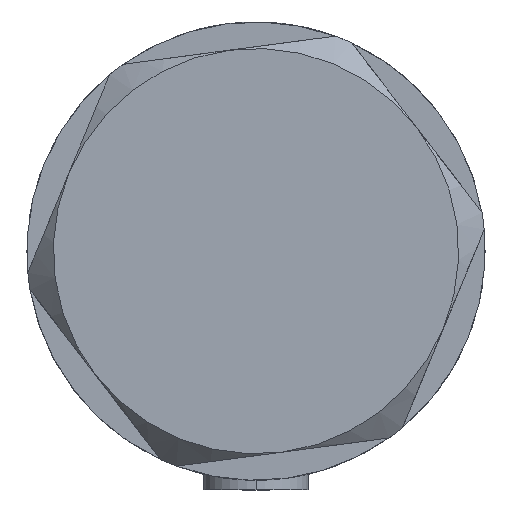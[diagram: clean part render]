
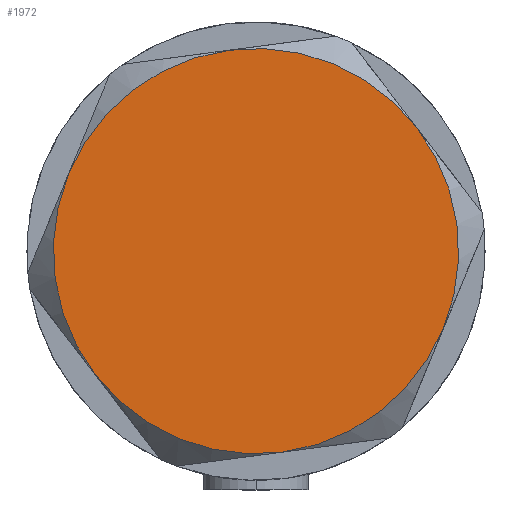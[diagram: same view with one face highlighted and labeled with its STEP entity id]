
A CAD part, left-side view. The second image highlights one B-rep face of the part: STEP entity #1972.
In plain terms, the highlighted face is planar.
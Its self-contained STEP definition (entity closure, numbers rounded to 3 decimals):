
#59 = CARTESIAN_POINT ( 'NONE',  ( 0., 0., 7. ) ) ;
#101 = CARTESIAN_POINT ( 'NONE',  ( 0., 0., 7. ) ) ;
#143 = ORIENTED_EDGE ( 'NONE', *, *, #4904, .T. ) ;
#208 = CARTESIAN_POINT ( 'NONE',  ( 0., 0., 7. ) ) ;
#261 = DIRECTION ( 'NONE',  ( 1., 0., 0. ) ) ;
#283 = VERTEX_POINT ( 'NONE', #1830 ) ;
#399 = EDGE_CURVE ( 'NONE', #1468, #2540, #1442, .T. ) ;
#483 = CIRCLE ( 'NONE', #4145, 23. ) ;
#547 = EDGE_CURVE ( 'NONE', #573, #1468, #4301, .T. ) ;
#573 = VERTEX_POINT ( 'NONE', #2977 ) ;
#579 = DIRECTION ( 'NONE',  ( 0., 0., 1. ) ) ;
#692 = EDGE_CURVE ( 'NONE', #2540, #283, #1754, .T. ) ;
#694 = ORIENTED_EDGE ( 'NONE', *, *, #547, .T. ) ;
#905 = DIRECTION ( 'NONE',  ( 1., 0., 0. ) ) ;
#1047 = AXIS2_PLACEMENT_3D ( 'NONE', #4866, #4416, #261 ) ;
#1133 = AXIS2_PLACEMENT_3D ( 'NONE', #208, #2798, #905 ) ;
#1185 = VERTEX_POINT ( 'NONE', #4657 ) ;
#1395 = CARTESIAN_POINT ( 'NONE',  ( 23., 0., 7. ) ) ;
#1442 = CIRCLE ( 'NONE', #3901, 23. ) ;
#1468 = VERTEX_POINT ( 'NONE', #1395 ) ;
#1553 = DIRECTION ( 'NONE',  ( 1., 0., 0. ) ) ;
#1575 = DIRECTION ( 'NONE',  ( 1., 0., 0. ) ) ;
#1710 = ORIENTED_EDGE ( 'NONE', *, *, #692, .T. ) ;
#1754 = CIRCLE ( 'NONE', #3114, 23. ) ;
#1830 = CARTESIAN_POINT ( 'NONE',  ( -11.5, 19.919, 7. ) ) ;
#1931 = DIRECTION ( 'NONE',  ( 0., 0., 1. ) ) ;
#1972 = ADVANCED_FACE ( 'NONE', ( #4176 ), #2283, .T. ) ;
#2144 = VERTEX_POINT ( 'NONE', #2656 ) ;
#2283 = PLANE ( 'NONE',  #3997 ) ;
#2540 = VERTEX_POINT ( 'NONE', #3796 ) ;
#2632 = DIRECTION ( 'NONE',  ( 0., 0., 1. ) ) ;
#2656 = CARTESIAN_POINT ( 'NONE',  ( -11.5, -19.919, 7. ) ) ;
#2711 = EDGE_LOOP ( 'NONE', ( #694, #3853, #1710, #3719, #4224, #143 ) ) ;
#2798 = DIRECTION ( 'NONE',  ( 0., 0., 1. ) ) ;
#2813 = DIRECTION ( 'NONE',  ( 0., 0., 1. ) ) ;
#2968 = CIRCLE ( 'NONE', #1133, 23. ) ;
#2977 = CARTESIAN_POINT ( 'NONE',  ( 11.5, -19.919, 7. ) ) ;
#3007 = EDGE_CURVE ( 'NONE', #1185, #2144, #2968, .T. ) ;
#3022 = CARTESIAN_POINT ( 'NONE',  ( 0., 0., 7. ) ) ;
#3114 = AXIS2_PLACEMENT_3D ( 'NONE', #3022, #1931, #3138 ) ;
#3138 = DIRECTION ( 'NONE',  ( 1., 0., 0. ) ) ;
#3397 = EDGE_CURVE ( 'NONE', #283, #1185, #4157, .T. ) ;
#3719 = ORIENTED_EDGE ( 'NONE', *, *, #3397, .T. ) ;
#3796 = CARTESIAN_POINT ( 'NONE',  ( 11.5, 19.919, 7. ) ) ;
#3802 = CARTESIAN_POINT ( 'NONE',  ( 0., 0., 7. ) ) ;
#3843 = AXIS2_PLACEMENT_3D ( 'NONE', #4369, #2813, #4767 ) ;
#3853 = ORIENTED_EDGE ( 'NONE', *, *, #399, .T. ) ;
#3901 = AXIS2_PLACEMENT_3D ( 'NONE', #59, #2632, #1575 ) ;
#3997 = AXIS2_PLACEMENT_3D ( 'NONE', #3802, #4917, #1553 ) ;
#4145 = AXIS2_PLACEMENT_3D ( 'NONE', #101, #579, #4679 ) ;
#4157 = CIRCLE ( 'NONE', #3843, 23. ) ;
#4176 = FACE_OUTER_BOUND ( 'NONE', #2711, .T. ) ;
#4224 = ORIENTED_EDGE ( 'NONE', *, *, #3007, .T. ) ;
#4301 = CIRCLE ( 'NONE', #1047, 23. ) ;
#4369 = CARTESIAN_POINT ( 'NONE',  ( 0., 0., 7. ) ) ;
#4416 = DIRECTION ( 'NONE',  ( 0., 0., 1. ) ) ;
#4657 = CARTESIAN_POINT ( 'NONE',  ( -23., 0., 7. ) ) ;
#4679 = DIRECTION ( 'NONE',  ( 1., 0., 0. ) ) ;
#4767 = DIRECTION ( 'NONE',  ( 1., 0., 0. ) ) ;
#4866 = CARTESIAN_POINT ( 'NONE',  ( 0., 0., 7. ) ) ;
#4904 = EDGE_CURVE ( 'NONE', #2144, #573, #483, .T. ) ;
#4917 = DIRECTION ( 'NONE',  ( 0., 0., 1. ) ) ;
